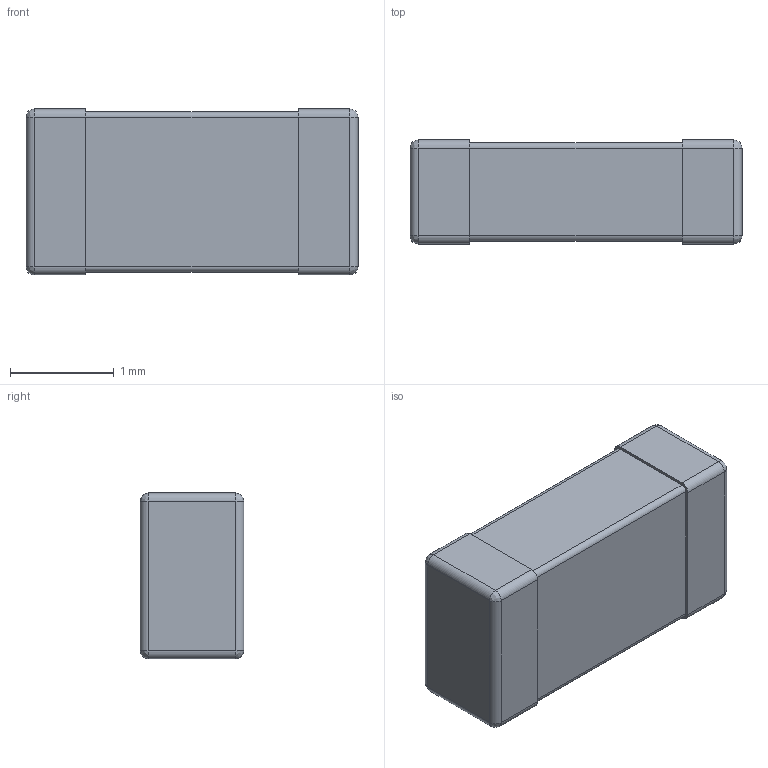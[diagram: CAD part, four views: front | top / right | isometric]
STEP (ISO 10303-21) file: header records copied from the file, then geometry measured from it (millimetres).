
FILE_DESCRIPTION (( 'STEP AP214' ), '1' );
FILE_NAME ('GRM31A5C2J101FW01D.STEP', '2023-01-10T16:13:38', ( '' ), ( '' ), 'SwSTEP 2.0', 'SolidWorks 2022', '' );
FILE_SCHEMA (( 'AUTOMOTIVE_DESIGN' ));
Length unit declared in the file: inch
Products named in the file (4): GCM31A5C2J820JX01J; GRM31A5C2J101FW01D; GCM31A5C2J820JX01J_2; GCM31A5C2J820JX01J_3
Assembly tree (3 placements, depth 2):
  GRM31A5C2J101FW01D
    GCM31A5C2J820JX01J_3
    GCM31A5C2J820JX01J_2
    GCM31A5C2J820JX01J
Bounding box: 3.2 x 1 x 1.6 mm (x, y, z)
Volume: 4.8 mm3; surface area: 24.8 mm2
Topology: 3 solids, 3 shells, 46 faces, 104 edges, 56 vertices
Faces by surface type: cylinder 20, plane 18, bspline 8
Entity records: 2068 total; most frequent: CARTESIAN_POINT 324, DIRECTION 224, ORIENTED_EDGE 192, EDGE_CURVE 96, AXIS2_PLACEMENT_3D 84, VERTEX_POINT 56, UNCERTAINTY_MEASURE_WITH_UNIT 56, VECTOR 56
